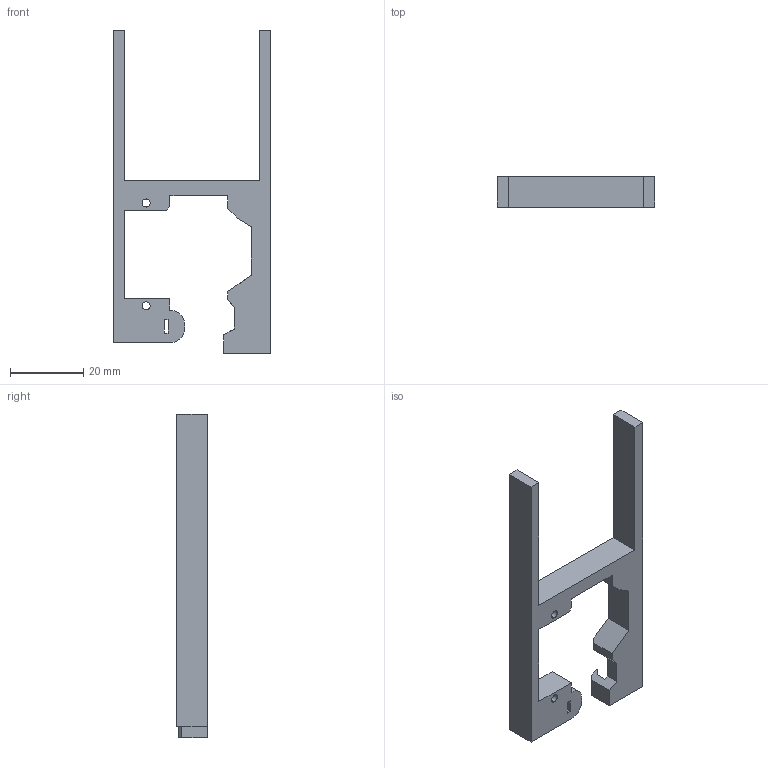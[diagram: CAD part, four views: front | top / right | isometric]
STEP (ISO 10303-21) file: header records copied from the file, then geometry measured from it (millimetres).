
FILE_DESCRIPTION (( 'STEP AP214' ), '1' );
FILE_NAME ('TESTING_Pebble_Wiper.STEP', '2021-04-21T03:19:05', ( '' ), ( '' ), 'SwSTEP 2.0', 'SolidWorks 2019', '' );
FILE_SCHEMA (( 'AUTOMOTIVE_DESIGN' ));
Length unit declared in the file: millimetre
Products named in the file (1): TESTING_Pebble_Wiper
Bounding box: 43 x 8.4 x 88 mm (x, y, z)
Volume: 8587.2 mm3; surface area: 6372.8 mm2
Topology: 1 solids, 1 shells, 60 faces, 174 edges, 116 vertices
Faces by surface type: plane 53, cylinder 7
Entity records: 1998 total; most frequent: CARTESIAN_POINT 351, ORIENTED_EDGE 348, DIRECTION 310, EDGE_CURVE 174, LINE 160, VECTOR 160, VERTEX_POINT 116, AXIS2_PLACEMENT_3D 75
